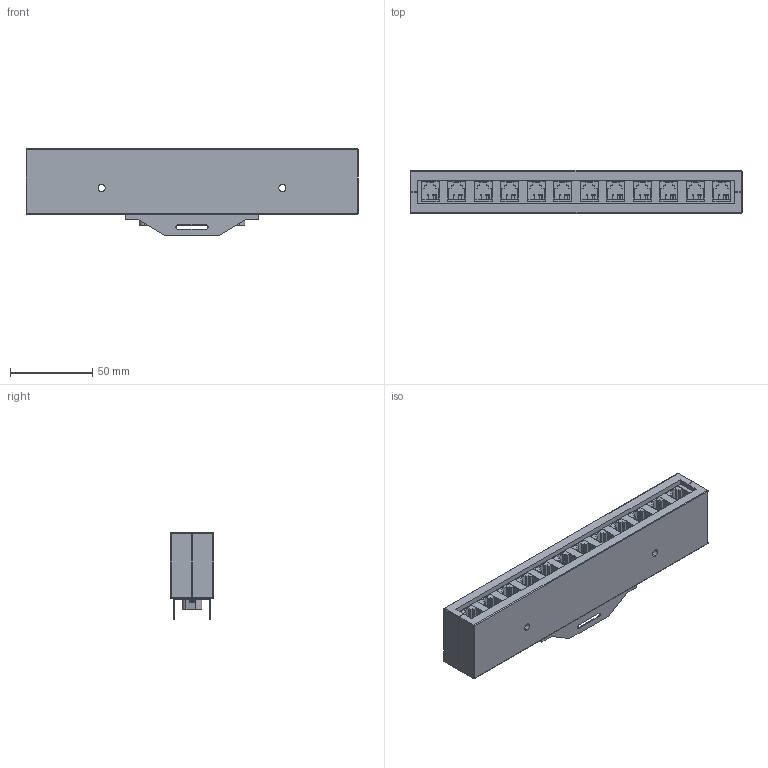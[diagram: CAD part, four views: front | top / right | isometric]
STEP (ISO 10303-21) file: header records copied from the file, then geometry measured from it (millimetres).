
FILE_DESCRIPTION (( 'STEP AP214' ), '1' );
FILE_NAME ('E412M10BASE-T.STEP', '2009-08-26T20:22:08', ( ' ' ), ( ' ' ), 'SwSTEP 2.0', 'SolidWorks 2008', '' );
FILE_SCHEMA (( 'AUTOMOTIVE_DESIGN' ));
Length unit declared in the file: inch
Products named in the file (6): E412M10BASE-T-MA2; E412M10BASE-T; connector flange_THICK FLANGE; TELCO 50F; E412M10BASE-T-MA1; 50 pin centronics receptacle
Assembly tree (16 placements, depth 3):
  E412M10BASE-T
    E412M10BASE-T-MA2  x12
    E412M10BASE-T-MA1
    TELCO 50F
      50 pin centronics receptacle
      connector flange_THICK FLANGE
Bounding box: 201.93 x 26.16 x 52.58 mm (x, y, z)
Volume: 202610.1 mm3; surface area: 62261.2 mm2
Topology: 15 solids, 15 shells, 1337 faces, 3433 edges, 2271 vertices
Faces by surface type: plane 1191, bspline 78, cylinder 56, sphere 8, torus 4
Entity records: 41359 total; most frequent: CARTESIAN_POINT 9965, ORIENTED_EDGE 4738, DIRECTION 4120, EDGE_CURVE 2369, VECTOR 2092, LINE 2092, VERTEX_POINT 1567, EDGE_LOOP 1116
